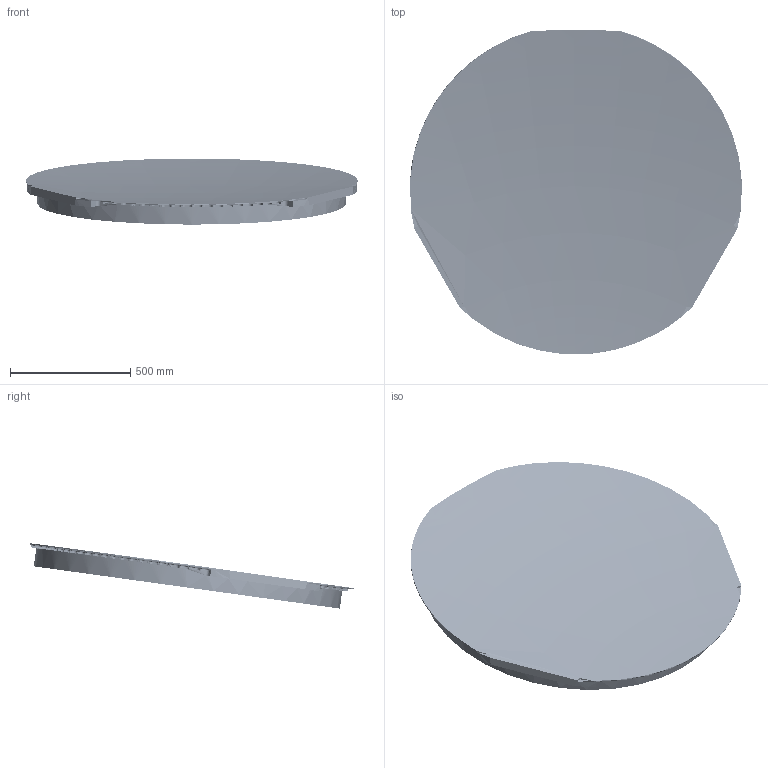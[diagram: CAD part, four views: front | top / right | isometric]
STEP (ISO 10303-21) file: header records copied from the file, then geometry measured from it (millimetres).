
FILE_DESCRIPTION(('CATIA V5 STEP Exchange'),'2;1');
FILE_NAME('503-MEC-GEPI-CV-14-11-B.stp','2014-02-11T14:34:25+00:00',('none'),('none'),'CATIA Version 5 Release 19 SP 6 (IN-10)','CATIA V5 STEP AP214','none');
FILE_SCHEMA(('AUTOMOTIVE_DESIGN { 1 0 10303 214 1 1 1 1 }'));
Products named in the file (1): Panneau-M1- 01
Bounding box: 1378.63 x 1348.65 x 270.79 mm (x, y, z)
Volume: 14962754.8 mm3; surface area: 5577349.8 mm2
Topology: 1 solids, 1 shells, 6722 faces, 17516 edges, 10885 vertices
Faces by surface type: bspline 3251, cylinder 2192, plane 808, revolution 459, cone 12
Entity records: 463784 total; most frequent: CARTESIAN_POINT 342067, ORIENTED_EDGE 35002, EDGE_CURVE 17501, B_SPLINE_CURVE_WITH_KNOTS 14207, VERTEX_POINT 10873, DIRECTION 7983, EDGE_LOOP 6814, ADVANCED_FACE 6722
